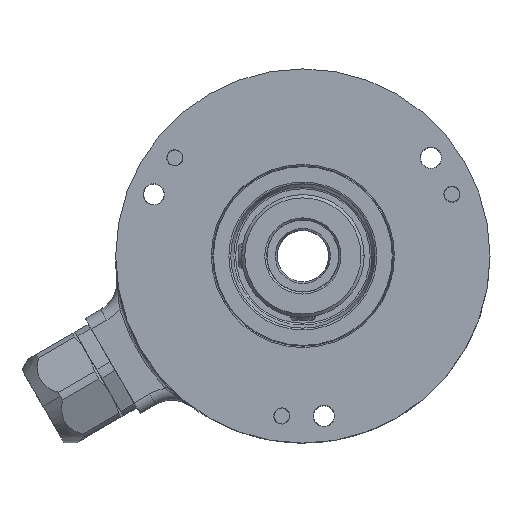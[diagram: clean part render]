
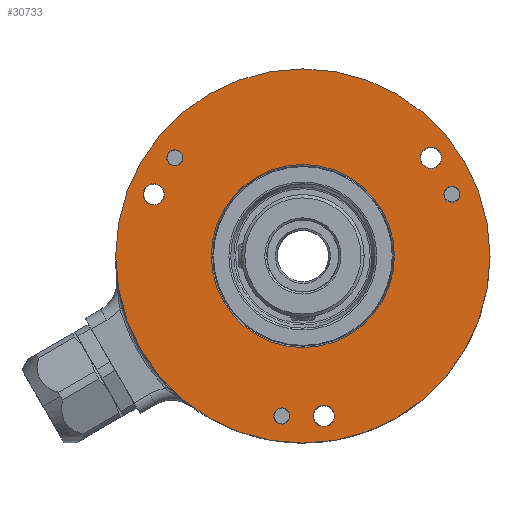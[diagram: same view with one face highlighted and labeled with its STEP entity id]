
A CAD part, top view. The second image highlights one B-rep face of the part: STEP entity #30733.
In plain terms, the highlighted planar face has unit normal (0, 0, 1).
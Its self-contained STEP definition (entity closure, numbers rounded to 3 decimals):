
#9621=CARTESIAN_POINT('',(0.,0.,18.));
#9622=DIRECTION('',(0.,0.,1.));
#9623=DIRECTION('',(1.,0.,0.));
#9624=AXIS2_PLACEMENT_3D('',#9621,#9622,#9623);
#9626=CARTESIAN_POINT('',(0.,0.,18.));
#9627=DIRECTION('',(0.,0.,1.));
#9628=DIRECTION('',(-1.,0.,0.));
#9629=AXIS2_PLACEMENT_3D('',#9626,#9627,#9628);
#9631=CARTESIAN_POINT('',(-19.834,15.219,18.));
#9632=DIRECTION('',(0.,0.,-1.));
#9633=DIRECTION('',(-0.793,0.609,0.));
#9634=AXIS2_PLACEMENT_3D('',#9631,#9632,#9633);
#9636=CARTESIAN_POINT('',(-19.834,15.219,18.));
#9637=DIRECTION('',(0.,0.,-1.));
#9638=DIRECTION('',(0.793,-0.609,0.));
#9639=AXIS2_PLACEMENT_3D('',#9636,#9637,#9638);
#9641=CARTESIAN_POINT('',(-3.263,-24.786,18.));
#9642=DIRECTION('',(0.,0.,-1.));
#9643=DIRECTION('',(-0.131,-0.991,0.));
#9644=AXIS2_PLACEMENT_3D('',#9641,#9642,#9643);
#9646=CARTESIAN_POINT('',(-3.263,-24.786,18.));
#9647=DIRECTION('',(0.,0.,-1.));
#9648=DIRECTION('',(0.131,0.991,0.));
#9649=AXIS2_PLACEMENT_3D('',#9646,#9647,#9648);
#9651=CARTESIAN_POINT('',(23.097,9.567,18.));
#9652=DIRECTION('',(0.,0.,-1.));
#9653=DIRECTION('',(0.924,0.383,0.));
#9654=AXIS2_PLACEMENT_3D('',#9651,#9652,#9653);
#9656=CARTESIAN_POINT('',(23.097,9.567,18.));
#9657=DIRECTION('',(0.,0.,-1.));
#9658=DIRECTION('',(-0.924,-0.383,0.));
#9659=AXIS2_PLACEMENT_3D('',#9656,#9657,#9658);
#9661=CARTESIAN_POINT('',(3.263,-24.786,18.));
#9662=DIRECTION('',(0.,0.,1.));
#9663=DIRECTION('',(0.,-1.,0.));
#9664=AXIS2_PLACEMENT_3D('',#9661,#9662,#9663);
#9666=CARTESIAN_POINT('',(3.263,-24.786,18.));
#9667=DIRECTION('',(0.,0.,1.));
#9668=DIRECTION('',(0.,1.,0.));
#9669=AXIS2_PLACEMENT_3D('',#9666,#9667,#9668);
#9671=CARTESIAN_POINT('',(19.834,15.219,18.));
#9672=DIRECTION('',(0.,0.,1.));
#9673=DIRECTION('',(0.,-1.,0.));
#9674=AXIS2_PLACEMENT_3D('',#9671,#9672,#9673);
#9676=CARTESIAN_POINT('',(19.834,15.219,18.));
#9677=DIRECTION('',(0.,0.,1.));
#9678=DIRECTION('',(0.,1.,0.));
#9679=AXIS2_PLACEMENT_3D('',#9676,#9677,#9678);
#9681=CARTESIAN_POINT('',(-23.097,9.567,18.));
#9682=DIRECTION('',(0.,0.,1.));
#9683=DIRECTION('',(0.,-1.,0.));
#9684=AXIS2_PLACEMENT_3D('',#9681,#9682,#9683);
#9686=CARTESIAN_POINT('',(-23.097,9.567,18.));
#9687=DIRECTION('',(0.,0.,1.));
#9688=DIRECTION('',(0.,1.,0.));
#9689=AXIS2_PLACEMENT_3D('',#9686,#9687,#9688);
#9691=CARTESIAN_POINT('',(0.,0.,18.));
#9692=DIRECTION('',(0.,0.,-1.));
#9693=DIRECTION('',(-1.,0.,0.));
#9694=AXIS2_PLACEMENT_3D('',#9691,#9692,#9693);
#9709=CARTESIAN_POINT('',(0.,0.,18.));
#9710=DIRECTION('',(0.,0.,-1.));
#9711=DIRECTION('',(1.,0.,0.));
#9712=AXIS2_PLACEMENT_3D('',#9709,#9710,#9711);
#16494=CARTESIAN_POINT('',(29.,0.,18.));
#16495=CARTESIAN_POINT('',(-29.,0.,18.));
#16496=VERTEX_POINT('',#16494);
#16497=VERTEX_POINT('',#16495);
#16578=CARTESIAN_POINT('',(-20.826,15.98,18.));
#16579=CARTESIAN_POINT('',(-18.842,14.458,18.));
#16580=VERTEX_POINT('',#16578);
#16581=VERTEX_POINT('',#16579);
#16582=CARTESIAN_POINT('',(-3.426,-26.025,18.));
#16583=CARTESIAN_POINT('',(-3.1,-23.547,18.));
#16584=VERTEX_POINT('',#16582);
#16585=VERTEX_POINT('',#16583);
#16586=CARTESIAN_POINT('',(24.252,10.045,18.));
#16587=CARTESIAN_POINT('',(21.942,9.089,18.));
#16588=VERTEX_POINT('',#16586);
#16589=VERTEX_POINT('',#16587);
#16688=CARTESIAN_POINT('',(14.188,0.,18.));
#16689=CARTESIAN_POINT('',(-14.188,0.,18.));
#16690=VERTEX_POINT('',#16688);
#16691=VERTEX_POINT('',#16689);
#16887=CARTESIAN_POINT('',(3.263,-26.436,18.));
#16888=CARTESIAN_POINT('',(3.263,-23.136,18.));
#16889=VERTEX_POINT('',#16887);
#16890=VERTEX_POINT('',#16888);
#16895=CARTESIAN_POINT('',(19.834,13.569,18.));
#16896=CARTESIAN_POINT('',(19.834,16.869,18.));
#16897=VERTEX_POINT('',#16895);
#16898=VERTEX_POINT('',#16896);
#16903=CARTESIAN_POINT('',(-23.097,7.917,18.));
#16904=CARTESIAN_POINT('',(-23.097,11.217,18.));
#16905=VERTEX_POINT('',#16903);
#16906=VERTEX_POINT('',#16904);
#30682=CARTESIAN_POINT('',(0.,0.,18.));
#30683=DIRECTION('',(0.,0.,1.));
#30684=DIRECTION('',(1.,0.,0.));
#30685=AXIS2_PLACEMENT_3D('',#30682,#30683,#30684);
#30686=PLANE('',#30685);
#30687=ORIENTED_EDGE('',*,*,#30659,.F.);
#30688=ORIENTED_EDGE('',*,*,#30673,.F.);
#30689=EDGE_LOOP('',(#30687,#30688));
#30690=FACE_OUTER_BOUND('',#30689,.F.);
#30692=ORIENTED_EDGE('',*,*,#30691,.F.);
#30694=ORIENTED_EDGE('',*,*,#30693,.F.);
#30695=EDGE_LOOP('',(#30692,#30694));
#30696=FACE_BOUND('',#30695,.F.);
#30698=ORIENTED_EDGE('',*,*,#30697,.F.);
#30700=ORIENTED_EDGE('',*,*,#30699,.F.);
#30701=EDGE_LOOP('',(#30698,#30700));
#30702=FACE_BOUND('',#30701,.F.);
#30704=ORIENTED_EDGE('',*,*,#30703,.F.);
#30706=ORIENTED_EDGE('',*,*,#30705,.F.);
#30707=EDGE_LOOP('',(#30704,#30706));
#30708=FACE_BOUND('',#30707,.F.);
#30710=ORIENTED_EDGE('',*,*,#30709,.F.);
#30712=ORIENTED_EDGE('',*,*,#30711,.F.);
#30713=EDGE_LOOP('',(#30710,#30712));
#30714=FACE_BOUND('',#30713,.F.);
#30716=ORIENTED_EDGE('',*,*,#30715,.T.);
#30718=ORIENTED_EDGE('',*,*,#30717,.T.);
#30719=EDGE_LOOP('',(#30716,#30718));
#30720=FACE_BOUND('',#30719,.F.);
#30722=ORIENTED_EDGE('',*,*,#30721,.T.);
#30724=ORIENTED_EDGE('',*,*,#30723,.T.);
#30725=EDGE_LOOP('',(#30722,#30724));
#30726=FACE_BOUND('',#30725,.F.);
#30728=ORIENTED_EDGE('',*,*,#30727,.T.);
#30730=ORIENTED_EDGE('',*,*,#30729,.T.);
#30731=EDGE_LOOP('',(#30728,#30730));
#30732=FACE_BOUND('',#30731,.F.);
#9625=CIRCLE('',#9624,29.);
#9630=CIRCLE('',#9629,29.);
#9635=CIRCLE('',#9634,1.25);
#9640=CIRCLE('',#9639,1.25);
#9645=CIRCLE('',#9644,1.25);
#9650=CIRCLE('',#9649,1.25);
#9655=CIRCLE('',#9654,1.25);
#9660=CIRCLE('',#9659,1.25);
#9665=CIRCLE('',#9664,1.65);
#9670=CIRCLE('',#9669,1.65);
#9675=CIRCLE('',#9674,1.65);
#9680=CIRCLE('',#9679,1.65);
#9685=CIRCLE('',#9684,1.65);
#9690=CIRCLE('',#9689,1.65);
#9695=CIRCLE('',#9694,14.188);
#9713=CIRCLE('',#9712,14.188);
#30659=EDGE_CURVE('',#16496,#16497,#9625,.T.);
#30673=EDGE_CURVE('',#16497,#16496,#9630,.T.);
#30691=EDGE_CURVE('',#16691,#16690,#9695,.T.);
#30693=EDGE_CURVE('',#16690,#16691,#9713,.T.);
#30697=EDGE_CURVE('',#16580,#16581,#9635,.T.);
#30699=EDGE_CURVE('',#16581,#16580,#9640,.T.);
#30703=EDGE_CURVE('',#16584,#16585,#9645,.T.);
#30705=EDGE_CURVE('',#16585,#16584,#9650,.T.);
#30709=EDGE_CURVE('',#16588,#16589,#9655,.T.);
#30711=EDGE_CURVE('',#16589,#16588,#9660,.T.);
#30715=EDGE_CURVE('',#16889,#16890,#9665,.T.);
#30717=EDGE_CURVE('',#16890,#16889,#9670,.T.);
#30721=EDGE_CURVE('',#16897,#16898,#9675,.T.);
#30723=EDGE_CURVE('',#16898,#16897,#9680,.T.);
#30727=EDGE_CURVE('',#16905,#16906,#9685,.T.);
#30729=EDGE_CURVE('',#16906,#16905,#9690,.T.);
#30733=ADVANCED_FACE('',(#30690,#30696,#30702,#30708,#30714,#30720,#30726,
#30732),#30686,.T.);
